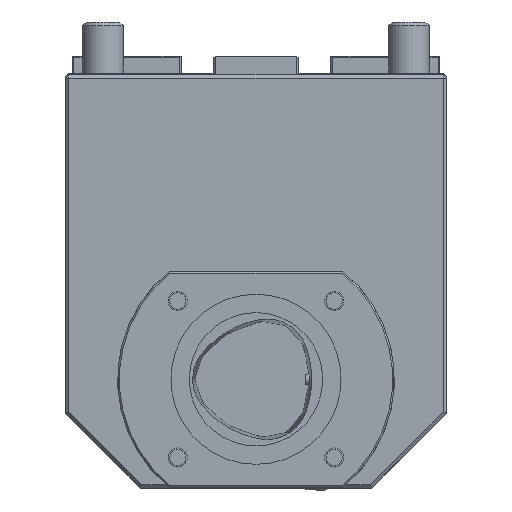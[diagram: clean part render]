
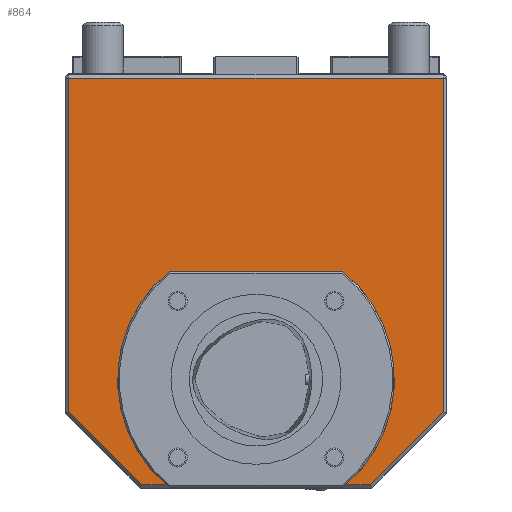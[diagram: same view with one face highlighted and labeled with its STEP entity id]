
A CAD part, left-side view. The second image highlights one B-rep face of the part: STEP entity #864.
In plain terms, the highlighted planar face has unit normal (-1, 0, 0).
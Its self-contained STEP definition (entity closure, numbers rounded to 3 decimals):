
#197=LINE('',#4741,#510);
#198=LINE('',#4743,#511);
#199=LINE('',#4745,#512);
#202=LINE('',#4750,#515);
#204=LINE('',#4754,#517);
#206=LINE('',#4757,#519);
#208=LINE('',#4761,#521);
#209=LINE('',#4765,#522);
#510=VECTOR('',#3619,1.);
#511=VECTOR('',#3622,1.);
#512=VECTOR('',#3625,1.);
#515=VECTOR('',#3630,1.);
#517=VECTOR('',#3634,1.);
#519=VECTOR('',#3638,1.);
#521=VECTOR('',#3640,1.);
#522=VECTOR('',#3645,1.);
#864=ADVANCED_FACE('',(#1188),#1044,.F.);
#1044=PLANE('',#3159);
#1188=FACE_OUTER_BOUND('',#1350,.T.);
#1350=EDGE_LOOP('',(#1782,#1783,#1784,#1785,#1786,#1787,#1788,#1789,#1790,
#1791));
#1782=ORIENTED_EDGE('',*,*,#2754,.F.);
#1783=ORIENTED_EDGE('',*,*,#2755,.T.);
#1784=ORIENTED_EDGE('',*,*,#2756,.F.);
#1785=ORIENTED_EDGE('',*,*,#2751,.T.);
#1786=ORIENTED_EDGE('',*,*,#2749,.T.);
#1787=ORIENTED_EDGE('',*,*,#2747,.T.);
#1788=ORIENTED_EDGE('',*,*,#2744,.T.);
#1789=ORIENTED_EDGE('',*,*,#2743,.T.);
#1790=ORIENTED_EDGE('',*,*,#2742,.T.);
#1791=ORIENTED_EDGE('',*,*,#2753,.T.);
#2346=VERTEX_POINT('',#4460);
#2348=VERTEX_POINT('',#4465);
#2443=VERTEX_POINT('',#4736);
#2445=VERTEX_POINT('',#4740);
#2446=VERTEX_POINT('',#4748);
#2447=VERTEX_POINT('',#4753);
#2448=VERTEX_POINT('',#4758);
#2449=VERTEX_POINT('',#4760);
#2450=VERTEX_POINT('',#4764);
#2451=VERTEX_POINT('',#4766);
#2742=EDGE_CURVE('',#2443,#2445,#197,.T.);
#2743=EDGE_CURVE('',#2346,#2443,#198,.T.);
#2744=EDGE_CURVE('',#2348,#2346,#199,.T.);
#2747=EDGE_CURVE('',#2446,#2348,#202,.T.);
#2749=EDGE_CURVE('',#2447,#2446,#204,.T.);
#2751=EDGE_CURVE('',#2448,#2447,#206,.T.);
#2753=EDGE_CURVE('',#2445,#2449,#208,.T.);
#2754=EDGE_CURVE('',#2450,#2449,#2997,.T.);
#2755=EDGE_CURVE('',#2450,#2451,#209,.T.);
#2756=EDGE_CURVE('',#2448,#2451,#2998,.T.);
#2997=CIRCLE('',#3157,40.675);
#2998=CIRCLE('',#3158,40.675);
#3157=AXIS2_PLACEMENT_3D('',#4763,#3643,#3644);
#3158=AXIS2_PLACEMENT_3D('',#4767,#3646,#3647);
#3159=AXIS2_PLACEMENT_3D('',#4768,#3648,#3649);
#3619=DIRECTION('',(0.,-0.707,-0.707));
#3622=DIRECTION('',(0.,0.,-1.));
#3625=DIRECTION('',(0.,1.,0.));
#3630=DIRECTION('',(0.,0.,1.));
#3634=DIRECTION('',(0.,-0.707,0.707));
#3638=DIRECTION('',(0.,-1.,0.));
#3640=DIRECTION('',(0.,-1.,0.));
#3643=DIRECTION('',(-1.,0.,0.));
#3644=DIRECTION('',(0.,-1.,0.));
#3645=DIRECTION('',(0.,-1.,0.));
#3646=DIRECTION('',(-1.,0.,0.));
#3647=DIRECTION('',(0.,-1.,0.));
#3648=DIRECTION('',(1.,0.,0.));
#3649=DIRECTION('',(0.,0.,-1.));
#4460=CARTESIAN_POINT('',(-99.5,55.,-1.5));
#4465=CARTESIAN_POINT('',(-99.5,-55.,-1.5));
#4736=CARTESIAN_POINT('',(-99.5,55.,-99.586));
#4740=CARTESIAN_POINT('',(-99.5,33.586,-121.));
#4741=CARTESIAN_POINT('',(-99.5,105.043,-49.543));
#4743=CARTESIAN_POINT('',(-99.5,55.,-100.));
#4745=CARTESIAN_POINT('',(-99.5,56.,-1.5));
#4748=CARTESIAN_POINT('',(-99.5,-55.,-99.586));
#4750=CARTESIAN_POINT('',(-99.5,-55.,-0.5));
#4753=CARTESIAN_POINT('',(-99.5,-33.586,-121.));
#4754=CARTESIAN_POINT('',(-99.5,-49.043,-105.543));
#4757=CARTESIAN_POINT('',(-99.5,56.,-121.));
#4758=CARTESIAN_POINT('',(-99.5,-26.334,-121.));
#4760=CARTESIAN_POINT('',(-99.5,26.334,-121.));
#4761=CARTESIAN_POINT('',(-99.5,56.,-121.));
#4763=CARTESIAN_POINT('',(-99.5,0.,-90.));
#4764=CARTESIAN_POINT('',(-99.5,25.518,-58.325));
#4765=CARTESIAN_POINT('',(-99.5,56.,-58.325));
#4766=CARTESIAN_POINT('',(-99.5,-25.518,-58.325));
#4767=CARTESIAN_POINT('',(-99.5,0.,-90.));
#4768=CARTESIAN_POINT('',(-99.5,56.,-0.5));
